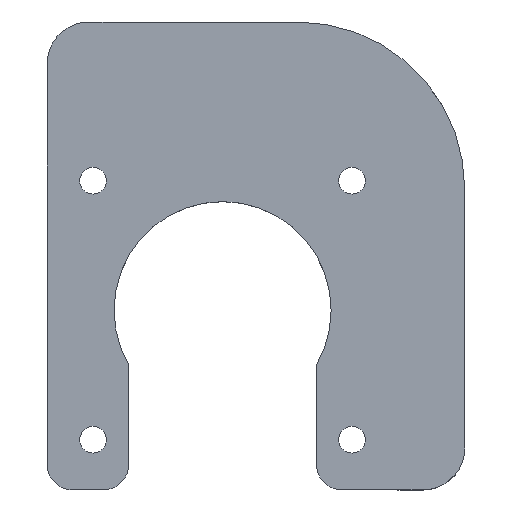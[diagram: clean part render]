
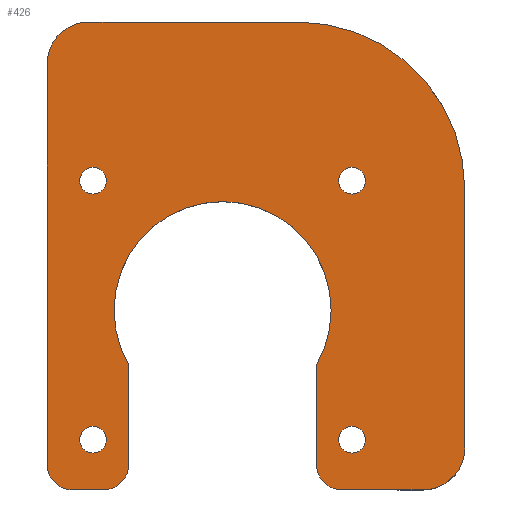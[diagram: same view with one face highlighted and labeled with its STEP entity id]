
A CAD part, top view. The second image highlights one B-rep face of the part: STEP entity #426.
In plain terms, the highlighted planar face has unit normal (0, 0, 1).
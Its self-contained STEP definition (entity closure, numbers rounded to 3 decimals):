
#140 = VERTEX_POINT('',#141);
#141 = CARTESIAN_POINT('',(86.,131.,170.));
#147 = EDGE_CURVE('',#140,#148,#150,.T.);
#148 = VERTEX_POINT('',#149);
#149 = CARTESIAN_POINT('',(111.,131.,170.));
#150 = LINE('',#151,#152);
#151 = CARTESIAN_POINT('',(81.,131.,170.));
#152 = VECTOR('',#153,1.);
#153 = DIRECTION('',(1.,0.,0.));
#265 = EDGE_CURVE('',#140,#266,#268,.T.);
#266 = VERTEX_POINT('',#267);
#267 = CARTESIAN_POINT('',(81.,126.,170.));
#268 = CIRCLE('',#269,5.);
#269 = AXIS2_PLACEMENT_3D('',#270,#271,#272);
#270 = CARTESIAN_POINT('',(86.,126.,170.));
#271 = DIRECTION('',(0.,-0.,1.));
#272 = DIRECTION('',(0.,1.,0.));
#405 = EDGE_CURVE('',#148,#406,#408,.T.);
#406 = VERTEX_POINT('',#407);
#407 = CARTESIAN_POINT('',(131.,111.,170.));
#408 = CIRCLE('',#409,20.);
#409 = AXIS2_PLACEMENT_3D('',#410,#411,#412);
#410 = CARTESIAN_POINT('',(111.,111.,170.));
#411 = DIRECTION('',(0.,0.,-1.));
#412 = DIRECTION('',(0.,1.,0.));
#426 = ADVANCED_FACE('',(#427,#523,#534,#545,#556),#567,.T.);
#427 = FACE_BOUND('',#428,.F.);
#428 = EDGE_LOOP('',(#429,#430,#431,#439,#448,#456,#465,#473,#482,#490,
    #499,#507,#516,#522));
#429 = ORIENTED_EDGE('',*,*,#147,.T.);
#430 = ORIENTED_EDGE('',*,*,#405,.T.);
#431 = ORIENTED_EDGE('',*,*,#432,.T.);
#432 = EDGE_CURVE('',#406,#433,#435,.T.);
#433 = VERTEX_POINT('',#434);
#434 = CARTESIAN_POINT('',(131.,80.,170.));
#435 = LINE('',#436,#437);
#436 = CARTESIAN_POINT('',(131.,131.,170.));
#437 = VECTOR('',#438,1.);
#438 = DIRECTION('',(-0.,-1.,-0.));
#439 = ORIENTED_EDGE('',*,*,#440,.T.);
#440 = EDGE_CURVE('',#433,#441,#443,.T.);
#441 = VERTEX_POINT('',#442);
#442 = CARTESIAN_POINT('',(126.,75.,170.));
#443 = CIRCLE('',#444,5.);
#444 = AXIS2_PLACEMENT_3D('',#445,#446,#447);
#445 = CARTESIAN_POINT('',(126.,80.,170.));
#446 = DIRECTION('',(0.,0.,-1.));
#447 = DIRECTION('',(0.,1.,0.));
#448 = ORIENTED_EDGE('',*,*,#449,.T.);
#449 = EDGE_CURVE('',#441,#450,#452,.T.);
#450 = VERTEX_POINT('',#451);
#451 = CARTESIAN_POINT('',(116.258,75.,170.));
#452 = LINE('',#453,#454);
#453 = CARTESIAN_POINT('',(131.,75.,170.));
#454 = VECTOR('',#455,1.);
#455 = DIRECTION('',(-1.,-0.,-0.));
#456 = ORIENTED_EDGE('',*,*,#457,.F.);
#457 = EDGE_CURVE('',#458,#450,#460,.T.);
#458 = VERTEX_POINT('',#459);
#459 = CARTESIAN_POINT('',(113.258,78.,170.));
#460 = CIRCLE('',#461,3.);
#461 = AXIS2_PLACEMENT_3D('',#462,#463,#464);
#462 = CARTESIAN_POINT('',(116.258,78.,170.));
#463 = DIRECTION('',(-0.,0.,1.));
#464 = DIRECTION('',(0.,-1.,0.));
#465 = ORIENTED_EDGE('',*,*,#466,.F.);
#466 = EDGE_CURVE('',#467,#458,#469,.T.);
#467 = VERTEX_POINT('',#468);
#468 = CARTESIAN_POINT('',(113.258,90.,170.));
#469 = LINE('',#470,#471);
#470 = CARTESIAN_POINT('',(113.258,90.,170.));
#471 = VECTOR('',#472,1.);
#472 = DIRECTION('',(-0.,-1.,-0.));
#473 = ORIENTED_EDGE('',*,*,#474,.F.);
#474 = EDGE_CURVE('',#475,#467,#477,.T.);
#475 = VERTEX_POINT('',#476);
#476 = CARTESIAN_POINT('',(90.742,90.,170.));
#477 = CIRCLE('',#478,13.);
#478 = AXIS2_PLACEMENT_3D('',#479,#480,#481);
#479 = CARTESIAN_POINT('',(102.,96.5,170.));
#480 = DIRECTION('',(0.,0.,-1.));
#481 = DIRECTION('',(-1.,-0.,-0.));
#482 = ORIENTED_EDGE('',*,*,#483,.T.);
#483 = EDGE_CURVE('',#475,#484,#486,.T.);
#484 = VERTEX_POINT('',#485);
#485 = CARTESIAN_POINT('',(90.742,78.,170.));
#486 = LINE('',#487,#488);
#487 = CARTESIAN_POINT('',(90.742,90.,170.));
#488 = VECTOR('',#489,1.);
#489 = DIRECTION('',(-0.,-1.,-0.));
#490 = ORIENTED_EDGE('',*,*,#491,.T.);
#491 = EDGE_CURVE('',#484,#492,#494,.T.);
#492 = VERTEX_POINT('',#493);
#493 = CARTESIAN_POINT('',(87.742,75.,170.));
#494 = CIRCLE('',#495,3.);
#495 = AXIS2_PLACEMENT_3D('',#496,#497,#498);
#496 = CARTESIAN_POINT('',(87.742,78.,170.));
#497 = DIRECTION('',(0.,0.,-1.));
#498 = DIRECTION('',(0.,-1.,0.));
#499 = ORIENTED_EDGE('',*,*,#500,.T.);
#500 = EDGE_CURVE('',#492,#501,#503,.T.);
#501 = VERTEX_POINT('',#502);
#502 = CARTESIAN_POINT('',(84.,75.,170.));
#503 = LINE('',#504,#505);
#504 = CARTESIAN_POINT('',(90.742,75.,170.));
#505 = VECTOR('',#506,1.);
#506 = DIRECTION('',(-1.,-0.,-0.));
#507 = ORIENTED_EDGE('',*,*,#508,.T.);
#508 = EDGE_CURVE('',#501,#509,#511,.T.);
#509 = VERTEX_POINT('',#510);
#510 = CARTESIAN_POINT('',(81.,78.,170.));
#511 = CIRCLE('',#512,3.);
#512 = AXIS2_PLACEMENT_3D('',#513,#514,#515);
#513 = CARTESIAN_POINT('',(84.,78.,170.));
#514 = DIRECTION('',(0.,0.,-1.));
#515 = DIRECTION('',(0.,-1.,0.));
#516 = ORIENTED_EDGE('',*,*,#517,.T.);
#517 = EDGE_CURVE('',#509,#266,#518,.T.);
#518 = LINE('',#519,#520);
#519 = CARTESIAN_POINT('',(81.,75.,170.));
#520 = VECTOR('',#521,1.);
#521 = DIRECTION('',(0.,1.,0.));
#522 = ORIENTED_EDGE('',*,*,#265,.F.);
#523 = FACE_BOUND('',#524,.T.);
#524 = EDGE_LOOP('',(#525));
#525 = ORIENTED_EDGE('',*,*,#526,.T.);
#526 = EDGE_CURVE('',#527,#527,#529,.T.);
#527 = VERTEX_POINT('',#528);
#528 = CARTESIAN_POINT('',(115.9,81.,170.));
#529 = CIRCLE('',#530,1.6);
#530 = AXIS2_PLACEMENT_3D('',#531,#532,#533);
#531 = CARTESIAN_POINT('',(117.5,81.,170.));
#532 = DIRECTION('',(0.,0.,-1.));
#533 = DIRECTION('',(-1.,-0.,-0.));
#534 = FACE_BOUND('',#535,.T.);
#535 = EDGE_LOOP('',(#536));
#536 = ORIENTED_EDGE('',*,*,#537,.T.);
#537 = EDGE_CURVE('',#538,#538,#540,.T.);
#538 = VERTEX_POINT('',#539);
#539 = CARTESIAN_POINT('',(84.9,81.,170.));
#540 = CIRCLE('',#541,1.6);
#541 = AXIS2_PLACEMENT_3D('',#542,#543,#544);
#542 = CARTESIAN_POINT('',(86.5,81.,170.));
#543 = DIRECTION('',(0.,0.,-1.));
#544 = DIRECTION('',(-1.,-0.,-0.));
#545 = FACE_BOUND('',#546,.T.);
#546 = EDGE_LOOP('',(#547));
#547 = ORIENTED_EDGE('',*,*,#548,.T.);
#548 = EDGE_CURVE('',#549,#549,#551,.T.);
#549 = VERTEX_POINT('',#550);
#550 = CARTESIAN_POINT('',(84.9,112.,170.));
#551 = CIRCLE('',#552,1.6);
#552 = AXIS2_PLACEMENT_3D('',#553,#554,#555);
#553 = CARTESIAN_POINT('',(86.5,112.,170.));
#554 = DIRECTION('',(0.,0.,-1.));
#555 = DIRECTION('',(-1.,-0.,-0.));
#556 = FACE_BOUND('',#557,.T.);
#557 = EDGE_LOOP('',(#558));
#558 = ORIENTED_EDGE('',*,*,#559,.T.);
#559 = EDGE_CURVE('',#560,#560,#562,.T.);
#560 = VERTEX_POINT('',#561);
#561 = CARTESIAN_POINT('',(115.9,112.,170.));
#562 = CIRCLE('',#563,1.6);
#563 = AXIS2_PLACEMENT_3D('',#564,#565,#566);
#564 = CARTESIAN_POINT('',(117.5,112.,170.));
#565 = DIRECTION('',(0.,0.,-1.));
#566 = DIRECTION('',(-1.,-0.,-0.));
#567 = PLANE('',#568);
#568 = AXIS2_PLACEMENT_3D('',#569,#570,#571);
#569 = CARTESIAN_POINT('',(104.8,102.002,170.));
#570 = DIRECTION('',(0.,0.,1.));
#571 = DIRECTION('',(1.,0.,0.));
